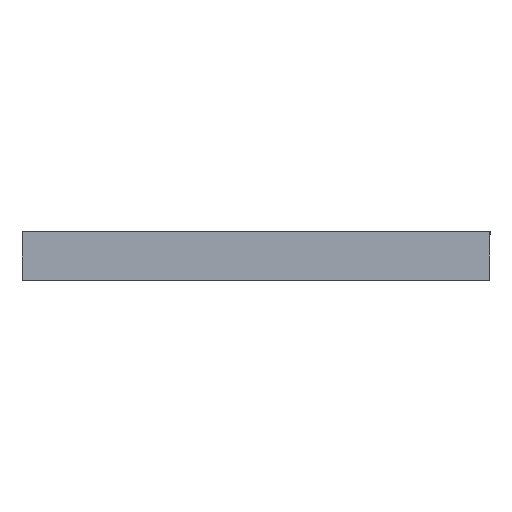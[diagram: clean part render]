
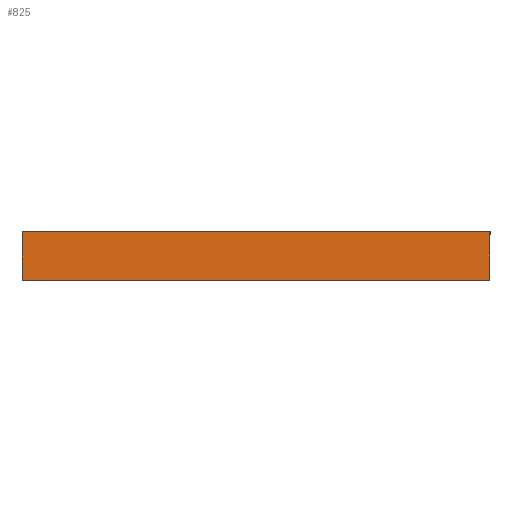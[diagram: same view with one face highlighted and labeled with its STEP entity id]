
A CAD part, front view. The second image highlights one B-rep face of the part: STEP entity #825.
In plain terms, the highlighted planar face has unit normal (0, -1, 0).
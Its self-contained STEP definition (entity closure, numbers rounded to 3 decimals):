
#36 = VERTEX_POINT ( 'NONE', #784 ) ;
#42 = CARTESIAN_POINT ( 'NONE',  ( 135., -179., 25. ) ) ;
#44 = CARTESIAN_POINT ( 'NONE',  ( 135., -179., 0. ) ) ;
#55 = LINE ( 'NONE', #461, #208 ) ;
#116 = DIRECTION ( 'NONE',  ( -1., 0., 0. ) ) ;
#146 = DIRECTION ( 'NONE',  ( -1., 0., 0. ) ) ;
#179 = LINE ( 'NONE', #735, #1351 ) ;
#208 = VECTOR ( 'NONE', #737, 1000. ) ;
#283 = VERTEX_POINT ( 'NONE', #44 ) ;
#374 = ORIENTED_EDGE ( 'NONE', *, *, #401, .F. ) ;
#401 = EDGE_CURVE ( 'NONE', #283, #1468, #179, .T. ) ;
#420 = DIRECTION ( 'NONE',  ( 0., 0., -1. ) ) ;
#426 = DIRECTION ( 'NONE',  ( 0., 1., 0. ) ) ;
#430 = AXIS2_PLACEMENT_3D ( 'NONE', #472, #426, #420 ) ;
#461 = CARTESIAN_POINT ( 'NONE',  ( -135., -179., 0. ) ) ;
#472 = CARTESIAN_POINT ( 'NONE',  ( 135., -179., 25. ) ) ;
#482 = PLANE ( 'NONE',  #430 ) ;
#690 = LINE ( 'NONE', #1393, #1148 ) ;
#725 = CARTESIAN_POINT ( 'NONE',  ( 135., -179., 28. ) ) ;
#735 = CARTESIAN_POINT ( 'NONE',  ( 135., -179., 0. ) ) ;
#737 = DIRECTION ( 'NONE',  ( 0., 0., 1. ) ) ;
#784 = CARTESIAN_POINT ( 'NONE',  ( -135., -179., 28. ) ) ;
#825 = ADVANCED_FACE ( 'NONE', ( #1237 ), #482, .F. ) ;
#849 = EDGE_LOOP ( 'NONE', ( #1002, #1298, #374, #1159 ) ) ;
#871 = DIRECTION ( 'NONE',  ( 0., 0., -1. ) ) ;
#913 = EDGE_CURVE ( 'NONE', #1468, #36, #55, .T. ) ;
#995 = VECTOR ( 'NONE', #871, 1000. ) ;
#1002 = ORIENTED_EDGE ( 'NONE', *, *, #1339, .T. ) ;
#1061 = CARTESIAN_POINT ( 'NONE',  ( -135., -179., 0. ) ) ;
#1148 = VECTOR ( 'NONE', #116, 1000. ) ;
#1159 = ORIENTED_EDGE ( 'NONE', *, *, #1409, .F. ) ;
#1237 = FACE_OUTER_BOUND ( 'NONE', #849, .T. ) ;
#1274 = VERTEX_POINT ( 'NONE', #725 ) ;
#1298 = ORIENTED_EDGE ( 'NONE', *, *, #913, .F. ) ;
#1306 = LINE ( 'NONE', #42, #995 ) ;
#1339 = EDGE_CURVE ( 'NONE', #1274, #36, #690, .T. ) ;
#1351 = VECTOR ( 'NONE', #146, 1000. ) ;
#1393 = CARTESIAN_POINT ( 'NONE',  ( -135., -179., 28. ) ) ;
#1409 = EDGE_CURVE ( 'NONE', #1274, #283, #1306, .T. ) ;
#1468 = VERTEX_POINT ( 'NONE', #1061 ) ;
